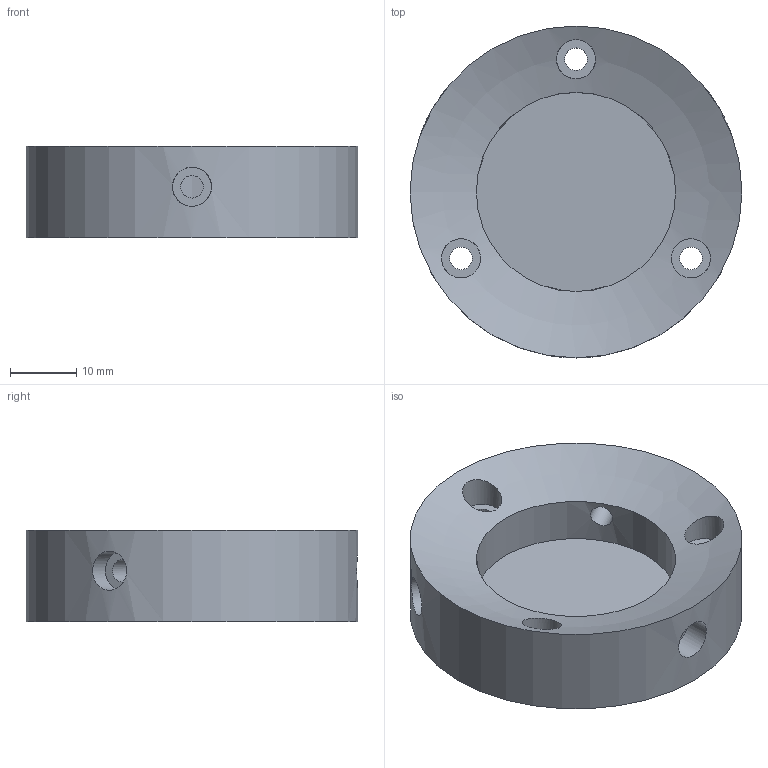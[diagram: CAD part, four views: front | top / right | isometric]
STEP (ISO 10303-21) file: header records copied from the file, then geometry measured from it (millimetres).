
FILE_DESCRIPTION(('FreeCAD Model'),'2;1');
FILE_NAME('Art56Inferface.step', '2017-01-10T08:54:47',('Author'),(''), 'Open CASCADE STEP processor 6.8','FreeCAD','Unknown');
FILE_SCHEMA(('AUTOMOTIVE_DESIGN_CC2 { 1 2 10303 214 -1 1 5 4 }'));
Length unit declared in the file: millimetre
Products named in the file (2): ASSEMBLY; Art56Interface
Assembly tree (1 placements, depth 2):
  ASSEMBLY
    Art56Interface
Bounding box: 50 x 50 x 13.72 mm (x, y, z)
Volume: 16091.6 mm3; surface area: 7574.6 mm2
Topology: 1 solids, 1 shells, 23 faces, 49 edges, 34 vertices
Faces by surface type: cylinder 14, plane 8, sphere 1
Full cylindrical faces by diameter (mm): 3.4 x6, 5.9 x6, 30 x1, 50 x1
Entity records: 5088 total; most frequent: CARTESIAN_POINT 4049, DIRECTION 172, ORIENTED_EDGE 98, PCURVE 98, DEFINITIONAL_REPRESENTATION 98, LINE 65, VECTOR 65, EDGE_CURVE 49
